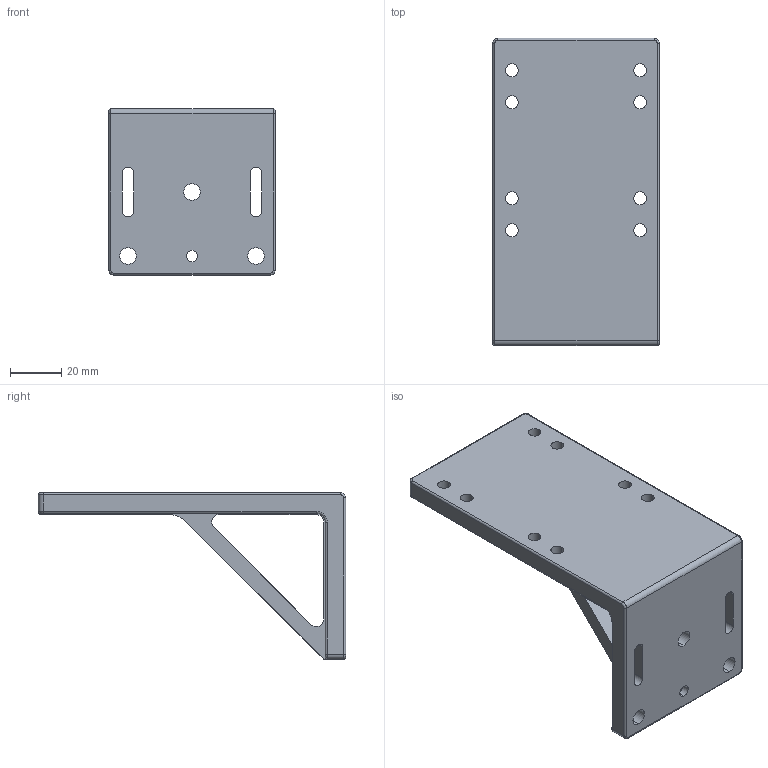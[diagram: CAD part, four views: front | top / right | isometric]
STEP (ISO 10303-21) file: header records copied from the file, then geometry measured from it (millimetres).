
FILE_DESCRIPTION (( 'STEP AP203' ), '1' );
FILE_NAME ('OMLA炵蹈眻褒蛌諉啣 OMLA02B.STEP', '2021-05-20T08:07:09', ( 'Microsoft' ), ( 'Microsoft' ), 'SwSTEP 2.0', 'SolidWorks 2018', '' );
FILE_SCHEMA (( 'CONFIG_CONTROL_DESIGN' ));
Length unit declared in the file: millimetre
Products named in the file (2): OMLA02B-01 SPYB-L蟀諉啣2; OMLA炵蹈眻褒蛌諉啣 OMLA02B
Assembly tree (1 placements, depth 2):
  OMLA炵蹈眻褒蛌諉啣 OMLA02B
    OMLA02B-01 SPYB-L蟀諉啣2
Bounding box: 65 x 120 x 65 mm (x, y, z)
Volume: 103645.5 mm3; surface area: 32677.7 mm2
Topology: 1 solids, 1 shells, 248 faces, 651 edges, 426 vertices
Faces by surface type: plane 123, cylinder 61, bspline 52, torus 12
Entity records: 11961 total; most frequent: CARTESIAN_POINT 5845, ORIENTED_EDGE 1302, DIRECTION 1067, EDGE_CURVE 651, VERTEX_POINT 426, LINE 411, VECTOR 411, AXIS2_PLACEMENT_3D 328
